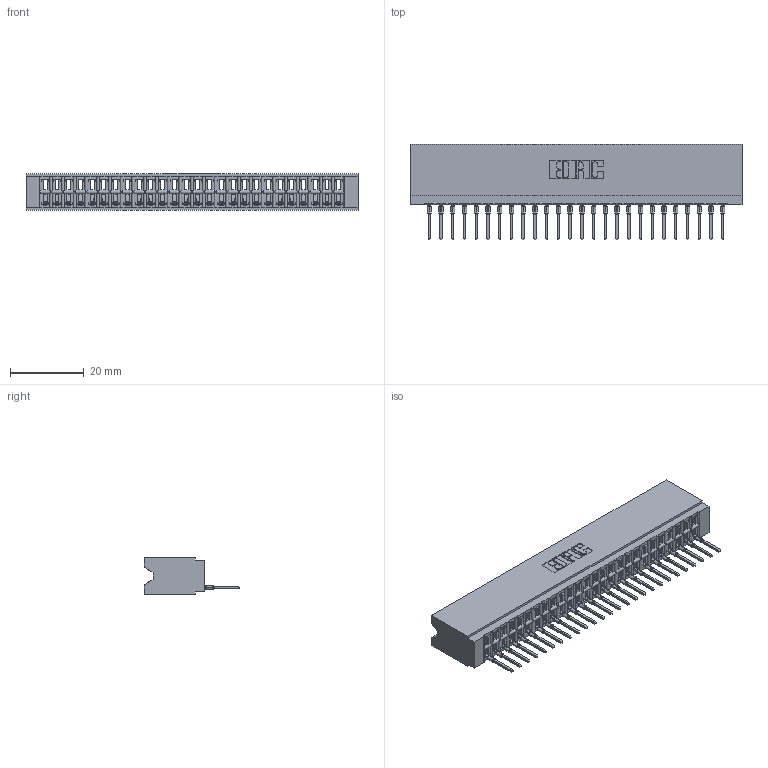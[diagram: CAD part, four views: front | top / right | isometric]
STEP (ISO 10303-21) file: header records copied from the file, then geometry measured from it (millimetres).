
FILE_DESCRIPTION (( 'STEP AP203' ), '1' );
FILE_NAME ('746-026-527-506.STEP', '2026-02-27T23:23:42', ( '' ), ( '' ), 'SwSTEP 2.0', 'SolidWorks 2023', '' );
FILE_SCHEMA (( 'CONFIG_CONTROL_DESIGN' ));
Length unit declared in the file: millimetre
Products named in the file (3): 746-292-001_527; 746 Part_.340 Slot Depth - 06; 746-026-527-506
Assembly tree (27 placements, depth 2):
  746-026-527-506
    746 Part_.340 Slot Depth - 06
    746-292-001_527  x26
Bounding box: 89.79 x 25.9 x 9.91 mm (x, y, z)
Volume: 10179.7 mm3; surface area: 13644 mm2
Topology: 27 solids, 27 shells, 2906 faces, 8247 edges, 5297 vertices
Faces by surface type: plane 1694, cylinder 536, bspline 520, torus 156
Entity records: 41565 total; most frequent: CARTESIAN_POINT 8542, ORIENTED_EDGE 7244, DIRECTION 6024, EDGE_CURVE 3622, VECTOR 3178, LINE 3178, VERTEX_POINT 2397, AXIS2_PLACEMENT_3D 1423
